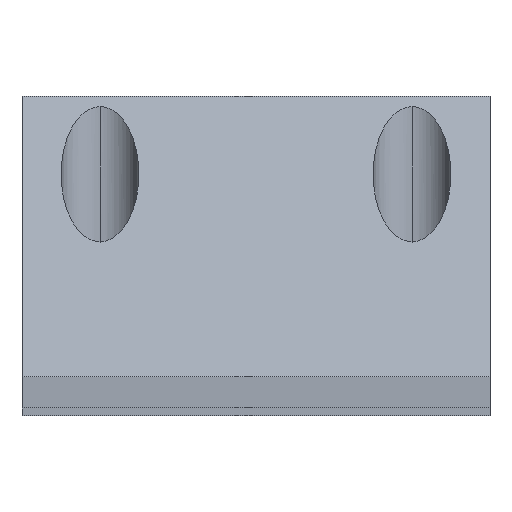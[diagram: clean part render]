
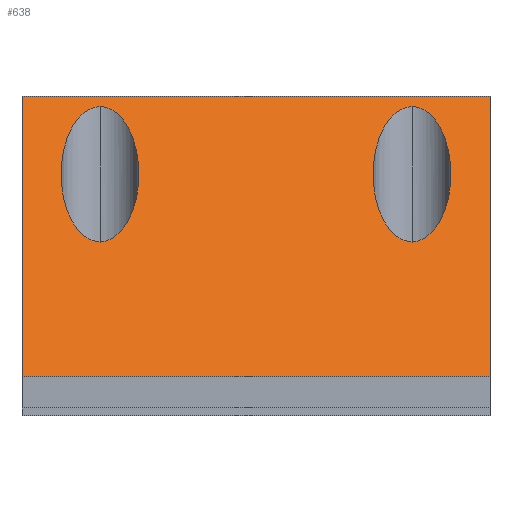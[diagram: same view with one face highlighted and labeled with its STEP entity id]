
A CAD part, top view. The second image highlights one B-rep face of the part: STEP entity #638.
In plain terms, the highlighted planar face has unit normal (0, 0.5, 0.866).
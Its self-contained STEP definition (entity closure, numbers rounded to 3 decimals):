
#21 = CARTESIAN_POINT ( 'NONE',  ( 20., 21.321, 5. ) ) ;
#42 = VERTEX_POINT ( 'NONE', #472 ) ;
#47 = CARTESIAN_POINT ( 'NONE',  ( -30., 4., 15. ) ) ;
#62 = CARTESIAN_POINT ( 'NONE',  ( -10., 38.641, -5. ) ) ;
#70 = DIRECTION ( 'NONE',  ( -1., 0., 0. ) ) ;
#75 = CARTESIAN_POINT ( 'NONE',  ( 30., 4., 15. ) ) ;
#76 = VERTEX_POINT ( 'NONE', #272 ) ;
#80 = CARTESIAN_POINT ( 'NONE',  ( -30., 40., -5.785 ) ) ;
#88 = ORIENTED_EDGE ( 'NONE', *, *, #146, .F. ) ;
#99 =( BOUNDED_CURVE ( )  B_SPLINE_CURVE ( 3, ( #412, #62, #259, #460 ),
 .UNSPECIFIED., .F., .T. ) 
 B_SPLINE_CURVE_WITH_KNOTS ( ( 4, 4 ),
 ( 3.142, 6.283 ),
 .UNSPECIFIED. ) 
 CURVE ( )  GEOMETRIC_REPRESENTATION_ITEM ( )  RATIONAL_B_SPLINE_CURVE ( ( 1., 0.333, 0.333, 1. ) ) 
 REPRESENTATION_ITEM ( '' )  );
#101 = EDGE_CURVE ( 'NONE', #42, #76, #99, .T. ) ;
#102 = CARTESIAN_POINT ( 'NONE',  ( 30., 40., -5.785 ) ) ;
#124 = CARTESIAN_POINT ( 'NONE',  ( 20., 38.641, -5. ) ) ;
#130 = ORIENTED_EDGE ( 'NONE', *, *, #241, .T. ) ;
#139 =( BOUNDED_CURVE ( )  B_SPLINE_CURVE ( 3, ( #641, #420, #171, #333 ),
 .UNSPECIFIED., .F., .T. ) 
 B_SPLINE_CURVE_WITH_KNOTS ( ( 4, 4 ),
 ( 0., 3.142 ),
 .UNSPECIFIED. ) 
 CURVE ( )  GEOMETRIC_REPRESENTATION_ITEM ( )  RATIONAL_B_SPLINE_CURVE ( ( 1., 0.333, 0.333, 1. ) ) 
 REPRESENTATION_ITEM ( '' )  );
#146 = EDGE_CURVE ( 'NONE', #218, #510, #636, .T. ) ;
#147 = PLANE ( 'NONE',  #221 ) ;
#152 = DIRECTION ( 'NONE',  ( 0., 0.866, -0.5 ) ) ;
#160 = VERTEX_POINT ( 'NONE', #21 ) ;
#165 = CARTESIAN_POINT ( 'NONE',  ( 30., 40., -5.785 ) ) ;
#168 = VERTEX_POINT ( 'NONE', #165 ) ;
#171 = CARTESIAN_POINT ( 'NONE',  ( -30., 38.641, -5. ) ) ;
#187 = DIRECTION ( 'NONE',  ( 0., -0.866, 0.5 ) ) ;
#202 = DIRECTION ( 'NONE',  ( 0., -0.5, -0.866 ) ) ;
#218 = VERTEX_POINT ( 'NONE', #629 ) ;
#219 = EDGE_CURVE ( 'NONE', #160, #358, #231, .T. ) ;
#221 = AXIS2_PLACEMENT_3D ( 'NONE', #102, #202, #152 ) ;
#226 = ORIENTED_EDGE ( 'NONE', *, *, #632, .F. ) ;
#231 =( BOUNDED_CURVE ( )  B_SPLINE_CURVE ( 3, ( #531, #329, #479, #324 ),
 .UNSPECIFIED., .F., .T. ) 
 B_SPLINE_CURVE_WITH_KNOTS ( ( 4, 4 ),
 ( 0., 3.142 ),
 .UNSPECIFIED. ) 
 CURVE ( )  GEOMETRIC_REPRESENTATION_ITEM ( )  RATIONAL_B_SPLINE_CURVE ( ( 1., 0.333, 0.333, 1. ) ) 
 REPRESENTATION_ITEM ( '' )  );
#241 = EDGE_CURVE ( 'NONE', #76, #42, #139, .T. ) ;
#243 = CARTESIAN_POINT ( 'NONE',  ( 30., 21.321, 5. ) ) ;
#249 = CARTESIAN_POINT ( 'NONE',  ( 30., 40., -5.785 ) ) ;
#258 = FACE_BOUND ( 'NONE', #394, .T. ) ;
#259 = CARTESIAN_POINT ( 'NONE',  ( -10., 21.321, 5. ) ) ;
#260 = VECTOR ( 'NONE', #70, 1000. ) ;
#272 = CARTESIAN_POINT ( 'NONE',  ( -20., 21.321, 5. ) ) ;
#295 = ORIENTED_EDGE ( 'NONE', *, *, #219, .T. ) ;
#296 = CARTESIAN_POINT ( 'NONE',  ( -30., 40., -5.785 ) ) ;
#298 = CARTESIAN_POINT ( 'NONE',  ( 20., 21.321, 5. ) ) ;
#304 = ORIENTED_EDGE ( 'NONE', *, *, #101, .T. ) ;
#307 = CARTESIAN_POINT ( 'NONE',  ( 30., 40., -5.785 ) ) ;
#324 = CARTESIAN_POINT ( 'NONE',  ( 20., 38.641, -5. ) ) ;
#329 = CARTESIAN_POINT ( 'NONE',  ( 10., 21.321, 5. ) ) ;
#333 = CARTESIAN_POINT ( 'NONE',  ( -20., 38.641, -5. ) ) ;
#353 = DIRECTION ( 'NONE',  ( -1., 0., 0. ) ) ;
#358 = VERTEX_POINT ( 'NONE', #124 ) ;
#386 = VERTEX_POINT ( 'NONE', #80 ) ;
#394 = EDGE_LOOP ( 'NONE', ( #401, #295 ) ) ;
#401 = ORIENTED_EDGE ( 'NONE', *, *, #495, .T. ) ;
#412 = CARTESIAN_POINT ( 'NONE',  ( -20., 38.641, -5. ) ) ;
#418 = EDGE_LOOP ( 'NONE', ( #304, #130 ) ) ;
#420 = CARTESIAN_POINT ( 'NONE',  ( -30., 21.321, 5. ) ) ;
#435 = EDGE_CURVE ( 'NONE', #168, #386, #583, .T. ) ;
#446 = VECTOR ( 'NONE', #353, 1000. ) ;
#458 = DIRECTION ( 'NONE',  ( 0., -0.866, 0.5 ) ) ;
#460 = CARTESIAN_POINT ( 'NONE',  ( -20., 21.321, 5. ) ) ;
#462 = LINE ( 'NONE', #307, #649 ) ;
#472 = CARTESIAN_POINT ( 'NONE',  ( -20., 38.641, -5. ) ) ;
#473 = EDGE_CURVE ( 'NONE', #386, #510, #611, .T. ) ;
#477 = ORIENTED_EDGE ( 'NONE', *, *, #473, .T. ) ;
#479 = CARTESIAN_POINT ( 'NONE',  ( 10., 38.641, -5. ) ) ;
#495 = EDGE_CURVE ( 'NONE', #358, #160, #615, .T. ) ;
#503 = CARTESIAN_POINT ( 'NONE',  ( 20., 38.641, -5. ) ) ;
#510 = VERTEX_POINT ( 'NONE', #47 ) ;
#522 = ORIENTED_EDGE ( 'NONE', *, *, #435, .T. ) ;
#531 = CARTESIAN_POINT ( 'NONE',  ( 20., 21.321, 5. ) ) ;
#545 = CARTESIAN_POINT ( 'NONE',  ( 30., 38.641, -5. ) ) ;
#548 = VECTOR ( 'NONE', #187, 1000. ) ;
#583 = LINE ( 'NONE', #249, #446 ) ;
#592 = EDGE_LOOP ( 'NONE', ( #477, #88, #226, #522 ) ) ;
#611 = LINE ( 'NONE', #296, #548 ) ;
#615 =( BOUNDED_CURVE ( )  B_SPLINE_CURVE ( 3, ( #503, #545, #243, #298 ),
 .UNSPECIFIED., .F., .T. ) 
 B_SPLINE_CURVE_WITH_KNOTS ( ( 4, 4 ),
 ( 3.142, 6.283 ),
 .UNSPECIFIED. ) 
 CURVE ( )  GEOMETRIC_REPRESENTATION_ITEM ( )  RATIONAL_B_SPLINE_CURVE ( ( 1., 0.333, 0.333, 1. ) ) 
 REPRESENTATION_ITEM ( '' )  );
#629 = CARTESIAN_POINT ( 'NONE',  ( 30., 4., 15. ) ) ;
#632 = EDGE_CURVE ( 'NONE', #168, #218, #462, .T. ) ;
#635 = FACE_BOUND ( 'NONE', #418, .T. ) ;
#636 = LINE ( 'NONE', #75, #260 ) ;
#638 = ADVANCED_FACE ( 'NONE', ( #258, #635, #658 ), #147, .F. ) ;
#641 = CARTESIAN_POINT ( 'NONE',  ( -20., 21.321, 5. ) ) ;
#649 = VECTOR ( 'NONE', #458, 1000. ) ;
#658 = FACE_OUTER_BOUND ( 'NONE', #592, .T. ) ;
